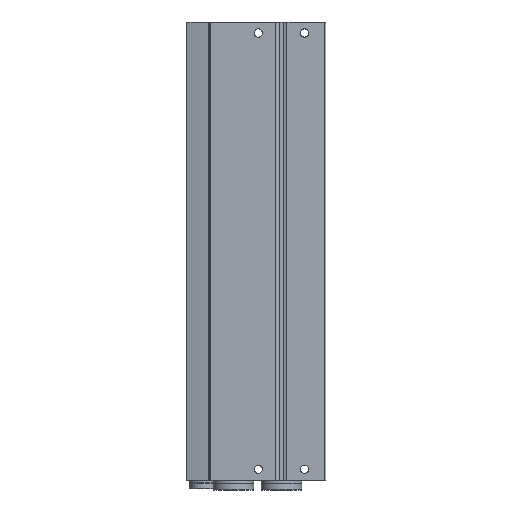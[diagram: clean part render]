
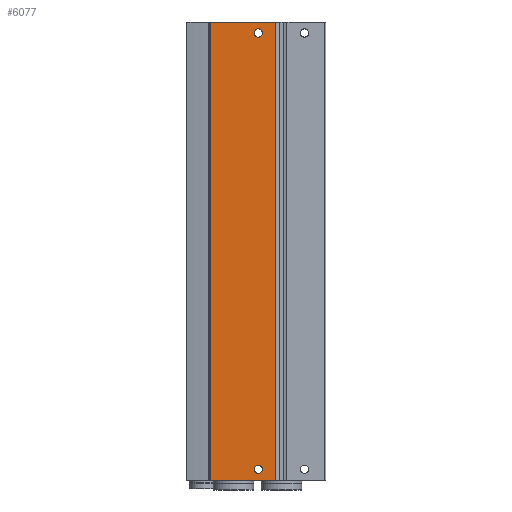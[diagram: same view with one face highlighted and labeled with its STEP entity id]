
A CAD part, front view. The second image highlights one B-rep face of the part: STEP entity #6077.
In plain terms, the highlighted planar face has unit normal (0, -1, 0).
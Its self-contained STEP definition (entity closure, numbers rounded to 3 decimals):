
#323=PLANE('',#6570);
#515=CIRCLE('',#6571,2.25);
#516=CIRCLE('',#6572,2.25);
#979=ORIENTED_EDGE('',*,*,#2497,.F.);
#980=ORIENTED_EDGE('',*,*,#2498,.F.);
#981=ORIENTED_EDGE('',*,*,#2499,.F.);
#982=ORIENTED_EDGE('',*,*,#2496,.F.);
#983=ORIENTED_EDGE('',*,*,#2500,.T.);
#984=ORIENTED_EDGE('',*,*,#2501,.T.);
#2496=EDGE_CURVE('',#3252,#3251,#3817,.T.);
#2497=EDGE_CURVE('',#3253,#3253,#515,.T.);
#2498=EDGE_CURVE('',#3254,#3254,#516,.T.);
#2499=EDGE_CURVE('',#3251,#3255,#3818,.T.);
#2500=EDGE_CURVE('',#3252,#3256,#3819,.T.);
#2501=EDGE_CURVE('',#3256,#3255,#3820,.T.);
#3251=VERTEX_POINT('',#9837);
#3252=VERTEX_POINT('',#9839);
#3253=VERTEX_POINT('',#9843);
#3254=VERTEX_POINT('',#9845);
#3255=VERTEX_POINT('',#9847);
#3256=VERTEX_POINT('',#9849);
#3817=LINE('',#9840,#4183);
#3818=LINE('',#9846,#4184);
#3819=LINE('',#9848,#4185);
#3820=LINE('',#9850,#4186);
#4183=VECTOR('',#7425,1000.);
#4184=VECTOR('',#7432,1000.);
#4185=VECTOR('',#7433,1000.);
#4186=VECTOR('',#7434,1000.);
#4561=EDGE_LOOP('',(#979));
#4562=EDGE_LOOP('',(#980));
#4563=EDGE_LOOP('',(#981,#982,#983,#984));
#5255=FACE_BOUND('',#4561,.T.);
#5256=FACE_BOUND('',#4562,.T.);
#5257=FACE_BOUND('',#4563,.T.);
#6077=ADVANCED_FACE('',(#5255,#5256,#5257),#323,.T.);
#6570=AXIS2_PLACEMENT_3D('',#9841,#7426,#7427);
#6571=AXIS2_PLACEMENT_3D('',#9842,#7428,#7429);
#6572=AXIS2_PLACEMENT_3D('',#9844,#7430,#7431);
#7425=DIRECTION('',(0.,0.,1.));
#7426=DIRECTION('',(0.,-1.,0.));
#7427=DIRECTION('',(0.,0.,-1.));
#7428=DIRECTION('',(0.,-1.,0.));
#7429=DIRECTION('',(0.,0.,-1.));
#7430=DIRECTION('',(0.,-1.,0.));
#7431=DIRECTION('',(0.,0.,-1.));
#7432=DIRECTION('',(1.,0.,0.));
#7433=DIRECTION('',(1.,0.,0.));
#7434=DIRECTION('',(0.,0.,1.));
#9837=CARTESIAN_POINT('',(-38.5,0.,0.));
#9839=CARTESIAN_POINT('',(-38.5,0.,-248.));
#9840=CARTESIAN_POINT('',(-38.5,0.,-248.));
#9841=CARTESIAN_POINT('',(-38.5,0.,-248.));
#9842=CARTESIAN_POINT('',(-12.5,0.,-242.));
#9843=CARTESIAN_POINT('',(-12.5,0.,-244.25));
#9844=CARTESIAN_POINT('',(-12.5,0.,-6.));
#9845=CARTESIAN_POINT('',(-12.5,0.,-8.25));
#9846=CARTESIAN_POINT('',(-38.5,0.,0.));
#9847=CARTESIAN_POINT('',(-3.,0.,0.));
#9848=CARTESIAN_POINT('',(-38.5,0.,-248.));
#9849=CARTESIAN_POINT('',(-3.,0.,-248.));
#9850=CARTESIAN_POINT('',(-3.,0.,-248.));
